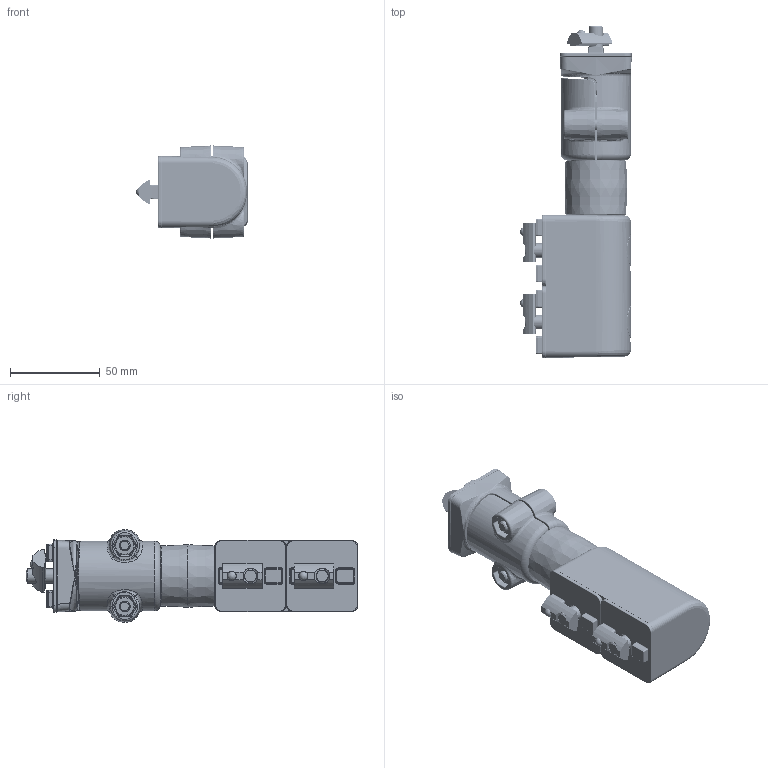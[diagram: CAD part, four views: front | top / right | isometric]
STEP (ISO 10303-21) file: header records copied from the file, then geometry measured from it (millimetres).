
FILE_DESCRIPTION(/* description */ ('KriTec Friktionsgelenk 8 80x40 vertikal 6 Nm'),/* implementation_level */ '2;1');
FILE_NAME(/* name */ '13893_KriTec_Friktionsgelenk_8_80x40_vertikal_6_Nm.stp',/* time_stamp */ '2021-05-17T09:40:12+02:00',/* author */ ('jendrek'),/* organization */ (''),/* preprocessor_version */ 'ST-DEVELOPER v17',/* originating_system */ 'Autodesk Inventor 2018',/* authorisation */ '');
FILE_SCHEMA (('AUTOMOTIVE_DESIGN { 1 0 10303 214 3 1 1 }'));
Products named in the file (31): 13893; 13889_19; 13889_20; 13889_21; 13889_29; 13889_27; 13889_22; 13889_25; 13889_26; 13889_24; 13889_23; 13889_28; 13889_30; 13889_01; 13889_02; 13889_03; 13889_05; 13889_07; 13889_08; 13889_06; 13889_04; 13889_15; 13889_16; 13889_18; 13889_17; 13889_14; 13889_09; 13889_10; 13889_11; 13889_12; 13889_13
Assembly tree (42 placements, depth 3):
  13893
    13889_19
      13889_20
      13889_21
      13889_29  x2
      13889_27  x2
    13889_22
    13889_25
      13889_26
      13889_24
      13889_23
    13889_28
    13889_30
    13889_01
    13889_02
    13889_03
    13889_05
    13889_07  x2
    13889_08  x3
    13889_06  x2
    13889_04  x2
    13889_15  x2
      13889_16
      13889_18
      13889_17
    13889_14
      13889_09
      13889_10
      13889_11
      13889_12
      13889_13  x5
Bounding box: 62.58 x 185.35 x 51.97 mm (x, y, z)
Volume: 213742.3 mm3; surface area: 115021.2 mm2
Topology: 40 solids, 40 shells, 4398 faces, 10739 edges, 6243 vertices
Faces by surface type: bspline 1629, cylinder 1293, plane 760, cone 321, torus 248, sphere 147
Full cylindrical faces by diameter (mm): 5 x3, 5.05 x3, 6 x5, 6.6 x1, 6.8 x3, 8 x3, 8.4 x4, 9 x2, 10 x6, 13 x7, 13.2 x1, 14 x1, 14.2 x1, 14.4 x1, 14.5 x1, 15 x2, 18 x1, 21.99 x1, 22 x5, 28 x3
Entity records: 174046 total; most frequent: CARTESIAN_POINT 93779, ORIENTED_EDGE 17760, DIRECTION 15883, EDGE_CURVE 8880, AXIS2_PLACEMENT_3D 6769, VERTEX_POINT 5237, EDGE_LOOP 3819, FACE_OUTER_BOUND 3726
